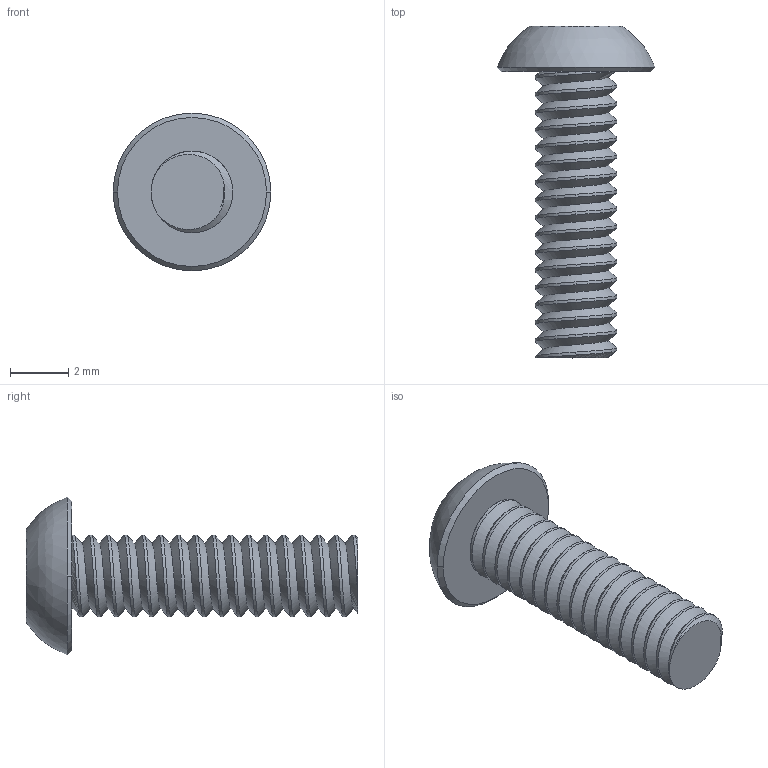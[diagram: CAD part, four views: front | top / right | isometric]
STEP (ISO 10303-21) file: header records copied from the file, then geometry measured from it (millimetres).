
FILE_DESCRIPTION (( 'STEP AP214' ), '1' );
FILE_NAME ('Bolt M3x10 Yellow.STEP', '2022-02-11T12:52:59', ( '' ), ( '' ), 'SwSTEP 2.0', 'SolidWorks 2016', '' );
FILE_SCHEMA (( 'AUTOMOTIVE_DESIGN' ));
Length unit declared in the file: millimetre
Products named in the file (2): Bolt M3x10 Yellow
Bounding box: 5.4 x 11.36 x 5.4 mm (x, y, z)
Volume: 72.5 mm3; surface area: 180.1 mm2
Topology: 1 solids, 1 shells, 49 faces, 133 edges, 89 vertices
Faces by surface type: cylinder 34, plane 10, bspline 3, cone 2
Entity records: 3823 total; most frequent: CARTESIAN_POINT 2754, ORIENTED_EDGE 266, DIRECTION 161, EDGE_CURVE 133, VERTEX_POINT 89, AXIS2_PLACEMENT_3D 54, LINE 53, VECTOR 53
